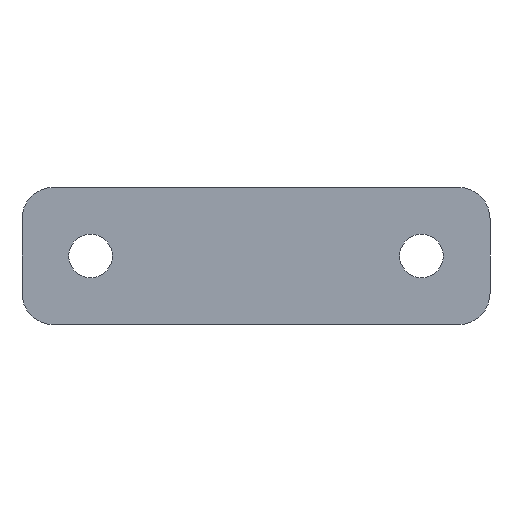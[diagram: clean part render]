
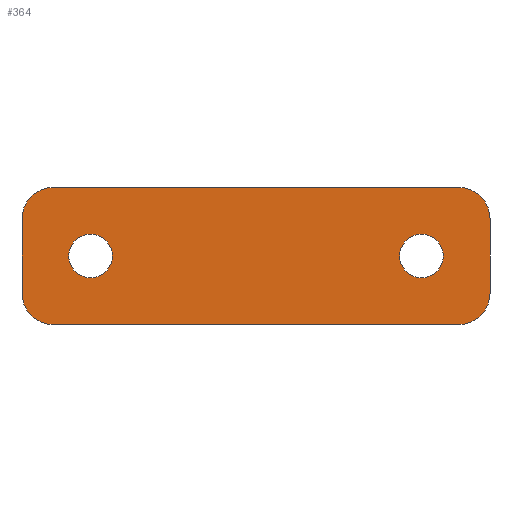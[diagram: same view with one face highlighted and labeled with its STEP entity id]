
A CAD part, front view. The second image highlights one B-rep face of the part: STEP entity #364.
In plain terms, the highlighted planar face has unit normal (0, -1, 0).
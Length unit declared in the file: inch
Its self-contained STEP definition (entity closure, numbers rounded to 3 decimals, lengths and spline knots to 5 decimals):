
#3 = CIRCLE ( 'NONE', #316, 0.07 ) ;
#14 = CARTESIAN_POINT ( 'NONE',  ( 0.65, 0., 0.11967 ) ) ;
#28 = LINE ( 'NONE', #55, #425 ) ;
#34 = DIRECTION ( 'NONE',  ( 0., -1., 0. ) ) ;
#37 = ORIENTED_EDGE ( 'NONE', *, *, #307, .T. ) ;
#42 = AXIS2_PLACEMENT_3D ( 'NONE', #207, #341, #293 ) ;
#49 = CARTESIAN_POINT ( 'NONE',  ( 0.65, 0., -0.21967 ) ) ;
#54 = ORIENTED_EDGE ( 'NONE', *, *, #321, .T. ) ;
#55 = CARTESIAN_POINT ( 'NONE',  ( 0.75, 0., -0.21967 ) ) ;
#63 = CARTESIAN_POINT ( 'NONE',  ( 0.53033, 0., 0. ) ) ;
#68 = EDGE_CURVE ( 'NONE', #236, #333, #28, .T. ) ;
#73 = CARTESIAN_POINT ( 'NONE',  ( 0.75, 0., 0.21967 ) ) ;
#75 = ORIENTED_EDGE ( 'NONE', *, *, #369, .T. ) ;
#81 = LINE ( 'NONE', #389, #478 ) ;
#86 = ORIENTED_EDGE ( 'NONE', *, *, #363, .F. ) ;
#92 = DIRECTION ( 'NONE',  ( 0., 1., 0. ) ) ;
#105 = VERTEX_POINT ( 'NONE', #126 ) ;
#123 = CIRCLE ( 'NONE', #485, 0.07 ) ;
#126 = CARTESIAN_POINT ( 'NONE',  ( 0.53033, 0., -0.07 ) ) ;
#129 = CARTESIAN_POINT ( 'NONE',  ( 0.53033, 0., 0.07 ) ) ;
#130 = CARTESIAN_POINT ( 'NONE',  ( -0.53033, 0., -0.07 ) ) ;
#134 = DIRECTION ( 'NONE',  ( 0., -1., 0. ) ) ;
#136 = ORIENTED_EDGE ( 'NONE', *, *, #317, .T. ) ;
#139 = DIRECTION ( 'NONE',  ( 0., -1., 0. ) ) ;
#140 = EDGE_CURVE ( 'NONE', #236, #405, #165, .T. ) ;
#143 = CIRCLE ( 'NONE', #305, 0.1 ) ;
#145 = VERTEX_POINT ( 'NONE', #499 ) ;
#152 = EDGE_LOOP ( 'NONE', ( #54, #75 ) ) ;
#162 = DIRECTION ( 'NONE',  ( -1., 0., 0. ) ) ;
#164 = CIRCLE ( 'NONE', #260, 0.1 ) ;
#165 = CIRCLE ( 'NONE', #251, 0.1 ) ;
#166 = DIRECTION ( 'NONE',  ( 0., -1., 0. ) ) ;
#177 = DIRECTION ( 'NONE',  ( 0., 0., -1. ) ) ;
#178 = ORIENTED_EDGE ( 'NONE', *, *, #68, .F. ) ;
#181 = CARTESIAN_POINT ( 'NONE',  ( -0.75, 0., 0.11967 ) ) ;
#185 = DIRECTION ( 'NONE',  ( 1., 0., 0. ) ) ;
#186 = CARTESIAN_POINT ( 'NONE',  ( -0.65, 0., 0.21967 ) ) ;
#204 = CIRCLE ( 'NONE', #461, 0.1 ) ;
#206 = CARTESIAN_POINT ( 'NONE',  ( 0.65, 0., 0.21967 ) ) ;
#207 = CARTESIAN_POINT ( 'NONE',  ( -0.53033, 0., 0. ) ) ;
#211 = DIRECTION ( 'NONE',  ( 0., 0., -1. ) ) ;
#213 = DIRECTION ( 'NONE',  ( 0., 0., -1. ) ) ;
#215 = EDGE_LOOP ( 'NONE', ( #178, #472, #460, #136, #417, #37, #86, #282 ) ) ;
#219 = AXIS2_PLACEMENT_3D ( 'NONE', #63, #92, #213 ) ;
#227 = VERTEX_POINT ( 'NONE', #206 ) ;
#228 = DIRECTION ( 'NONE',  ( 0., 0., -1. ) ) ;
#231 = AXIS2_PLACEMENT_3D ( 'NONE', #348, #139, #431 ) ;
#236 = VERTEX_POINT ( 'NONE', #49 ) ;
#248 = VERTEX_POINT ( 'NONE', #507 ) ;
#249 = VERTEX_POINT ( 'NONE', #130 ) ;
#251 = AXIS2_PLACEMENT_3D ( 'NONE', #496, #462, #328 ) ;
#256 = CARTESIAN_POINT ( 'NONE',  ( -0.65, 0., 0.11967 ) ) ;
#260 = AXIS2_PLACEMENT_3D ( 'NONE', #309, #34, #228 ) ;
#262 = DIRECTION ( 'NONE',  ( 0., 1., 0. ) ) ;
#264 = CARTESIAN_POINT ( 'NONE',  ( 0.75, 0., -0.11967 ) ) ;
#280 = VECTOR ( 'NONE', #185, 39.37008 ) ;
#282 = ORIENTED_EDGE ( 'NONE', *, *, #449, .T. ) ;
#285 = VERTEX_POINT ( 'NONE', #129 ) ;
#292 = CIRCLE ( 'NONE', #42, 0.07 ) ;
#293 = DIRECTION ( 'NONE',  ( 0., 0., 1. ) ) ;
#298 = EDGE_CURVE ( 'NONE', #285, #105, #310, .T. ) ;
#301 = DIRECTION ( 'NONE',  ( 0., 0., 1. ) ) ;
#305 = AXIS2_PLACEMENT_3D ( 'NONE', #14, #134, #211 ) ;
#307 = EDGE_CURVE ( 'NONE', #528, #345, #204, .T. ) ;
#309 = CARTESIAN_POINT ( 'NONE',  ( -0.65, 0., -0.11967 ) ) ;
#310 = CIRCLE ( 'NONE', #219, 0.07 ) ;
#316 = AXIS2_PLACEMENT_3D ( 'NONE', #388, #262, #301 ) ;
#317 = EDGE_CURVE ( 'NONE', #248, #227, #143, .T. ) ;
#321 = EDGE_CURVE ( 'NONE', #249, #342, #292, .T. ) ;
#328 = DIRECTION ( 'NONE',  ( 0., 0., -1. ) ) ;
#333 = VERTEX_POINT ( 'NONE', #422 ) ;
#341 = DIRECTION ( 'NONE',  ( 0., 1., 0. ) ) ;
#342 = VERTEX_POINT ( 'NONE', #477 ) ;
#345 = VERTEX_POINT ( 'NONE', #181 ) ;
#348 = CARTESIAN_POINT ( 'NONE',  ( 0., 0., 0. ) ) ;
#353 = FACE_BOUND ( 'NONE', #394, .T. ) ;
#357 = DIRECTION ( 'NONE',  ( 0., 1., 0. ) ) ;
#363 = EDGE_CURVE ( 'NONE', #145, #345, #81, .T. ) ;
#364 = ADVANCED_FACE ( 'NONE', ( #379, #467, #353 ), #516, .T. ) ;
#366 = VECTOR ( 'NONE', #177, 39.37008 ) ;
#369 = EDGE_CURVE ( 'NONE', #342, #249, #3, .T. ) ;
#371 = LINE ( 'NONE', #73, #280 ) ;
#372 = ORIENTED_EDGE ( 'NONE', *, *, #298, .T. ) ;
#379 = FACE_BOUND ( 'NONE', #152, .T. ) ;
#382 = DIRECTION ( 'NONE',  ( 0., 0., -1. ) ) ;
#388 = CARTESIAN_POINT ( 'NONE',  ( -0.53033, 0., 0. ) ) ;
#389 = CARTESIAN_POINT ( 'NONE',  ( -0.75, 0., -0.21967 ) ) ;
#394 = EDGE_LOOP ( 'NONE', ( #398, #372 ) ) ;
#395 = DIRECTION ( 'NONE',  ( 0., 0., 1. ) ) ;
#398 = ORIENTED_EDGE ( 'NONE', *, *, #498, .T. ) ;
#403 = EDGE_CURVE ( 'NONE', #248, #405, #502, .T. ) ;
#405 = VERTEX_POINT ( 'NONE', #264 ) ;
#417 = ORIENTED_EDGE ( 'NONE', *, *, #463, .F. ) ;
#422 = CARTESIAN_POINT ( 'NONE',  ( -0.65, 0., -0.21967 ) ) ;
#425 = VECTOR ( 'NONE', #162, 39.37008 ) ;
#431 = DIRECTION ( 'NONE',  ( 0., 0., -1. ) ) ;
#441 = DIRECTION ( 'NONE',  ( 0., 0., -1. ) ) ;
#449 = EDGE_CURVE ( 'NONE', #145, #333, #164, .T. ) ;
#460 = ORIENTED_EDGE ( 'NONE', *, *, #403, .F. ) ;
#461 = AXIS2_PLACEMENT_3D ( 'NONE', #256, #166, #382 ) ;
#462 = DIRECTION ( 'NONE',  ( 0., -1., 0. ) ) ;
#463 = EDGE_CURVE ( 'NONE', #528, #227, #371, .T. ) ;
#467 = FACE_OUTER_BOUND ( 'NONE', #215, .T. ) ;
#472 = ORIENTED_EDGE ( 'NONE', *, *, #140, .T. ) ;
#473 = CARTESIAN_POINT ( 'NONE',  ( 0.75, 0., -0.21967 ) ) ;
#477 = CARTESIAN_POINT ( 'NONE',  ( -0.53033, 0., 0.07 ) ) ;
#478 = VECTOR ( 'NONE', #395, 39.37008 ) ;
#481 = CARTESIAN_POINT ( 'NONE',  ( 0.53033, 0., 0. ) ) ;
#485 = AXIS2_PLACEMENT_3D ( 'NONE', #481, #357, #441 ) ;
#496 = CARTESIAN_POINT ( 'NONE',  ( 0.65, 0., -0.11967 ) ) ;
#498 = EDGE_CURVE ( 'NONE', #105, #285, #123, .T. ) ;
#499 = CARTESIAN_POINT ( 'NONE',  ( -0.75, 0., -0.11967 ) ) ;
#502 = LINE ( 'NONE', #473, #366 ) ;
#507 = CARTESIAN_POINT ( 'NONE',  ( 0.75, 0., 0.11967 ) ) ;
#516 = PLANE ( 'NONE',  #231 ) ;
#528 = VERTEX_POINT ( 'NONE', #186 ) ;
